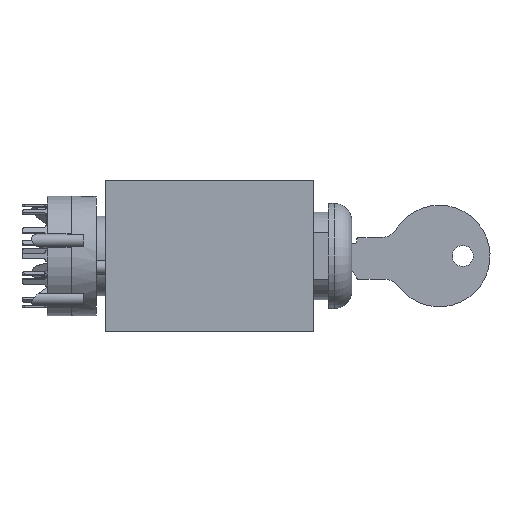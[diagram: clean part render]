
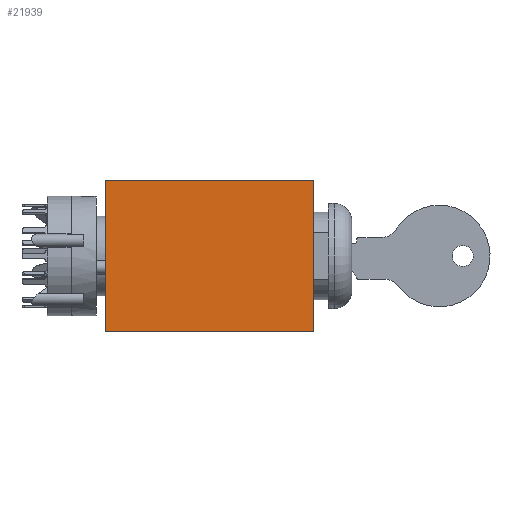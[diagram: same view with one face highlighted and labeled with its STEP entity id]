
A CAD part, left-side view. The second image highlights one B-rep face of the part: STEP entity #21939.
In plain terms, the highlighted planar face has unit normal (-1, 0, 0).
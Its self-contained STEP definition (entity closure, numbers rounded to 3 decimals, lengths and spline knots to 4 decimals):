
#431=PLANE('',#23365);
#1404=FACE_OUTER_BOUND('',#2606,.T.);
#2606=EDGE_LOOP('',(#15421,#15422,#15423,#15424));
#4334=LINE('',#31625,#7003);
#4354=LINE('',#31666,#7023);
#4356=LINE('',#31673,#7025);
#4357=LINE('',#31674,#7026);
#7003=VECTOR('',#25097,0.3937);
#7023=VECTOR('',#25141,0.3937);
#7025=VECTOR('',#25149,0.3937);
#7026=VECTOR('',#25150,0.3937);
#9864=VERTEX_POINT('',#31623);
#9865=VERTEX_POINT('',#31624);
#9874=VERTEX_POINT('',#31664);
#9876=VERTEX_POINT('',#31672);
#12028=EDGE_CURVE('',#9864,#9865,#4334,.T.);
#12050=EDGE_CURVE('',#9874,#9865,#4354,.T.);
#12053=EDGE_CURVE('',#9876,#9874,#4356,.T.);
#12054=EDGE_CURVE('',#9876,#9864,#4357,.T.);
#15421=ORIENTED_EDGE('',*,*,#12053,.F.);
#15422=ORIENTED_EDGE('',*,*,#12054,.T.);
#15423=ORIENTED_EDGE('',*,*,#12028,.T.);
#15424=ORIENTED_EDGE('',*,*,#12050,.F.);
#21939=ADVANCED_FACE('',(#1404),#431,.T.);
#23365=AXIS2_PLACEMENT_3D('',#31671,#25147,#25148);
#25097=DIRECTION('',(0.,1.,0.));
#25141=DIRECTION('',(0.,0.,1.));
#25147=DIRECTION('center_axis',(-1.,0.,0.));
#25148=DIRECTION('ref_axis',(0.,0.,1.));
#25149=DIRECTION('',(0.,1.,0.));
#25150=DIRECTION('',(0.,0.,1.));
#31623=CARTESIAN_POINT('',(-0.65,0.,0.65));
#31624=CARTESIAN_POINT('',(-0.65,1.7861,0.65));
#31625=CARTESIAN_POINT('',(-0.65,0.,0.65));
#31664=CARTESIAN_POINT('',(-0.65,1.7861,-0.65));
#31666=CARTESIAN_POINT('',(-0.65,1.7861,0.65));
#31671=CARTESIAN_POINT('Origin',(-0.65,0.,-0.65));
#31672=CARTESIAN_POINT('',(-0.65,0.,-0.65));
#31673=CARTESIAN_POINT('',(-0.65,0.,-0.65));
#31674=CARTESIAN_POINT('',(-0.65,0.,-0.65));
